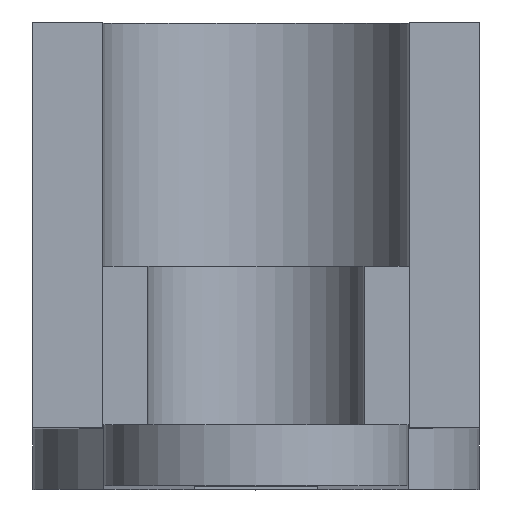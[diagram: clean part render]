
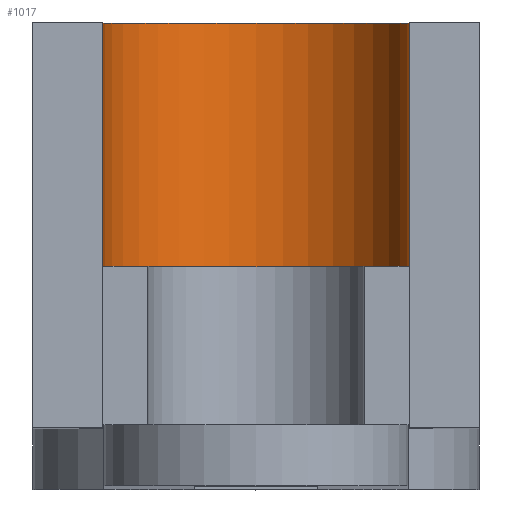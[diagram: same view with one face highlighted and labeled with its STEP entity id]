
A CAD part, top view. The second image highlights one B-rep face of the part: STEP entity #1017.
In plain terms, the highlighted cylindrical face has radius 7.55 mm (diameter 15.1 mm), a partial arc.
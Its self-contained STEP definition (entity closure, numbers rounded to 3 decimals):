
#108=FACE_OUTER_BOUND('',#167,.T.);
#167=EDGE_LOOP('',(#758,#759,#760,#761));
#260=LINE('',#1571,#340);
#262=LINE('',#1577,#342);
#340=VECTOR('',#1271,10.);
#342=VECTOR('',#1275,10.);
#424=CIRCLE('',#1108,7.55);
#425=CIRCLE('',#1110,7.55);
#481=VERTEX_POINT('',#1560);
#486=VERTEX_POINT('',#1569);
#488=VERTEX_POINT('',#1574);
#489=VERTEX_POINT('',#1576);
#587=EDGE_CURVE('',#486,#481,#260,.T.);
#589=EDGE_CURVE('',#489,#488,#262,.T.);
#599=EDGE_CURVE('',#489,#486,#424,.T.);
#600=EDGE_CURVE('',#488,#481,#425,.T.);
#758=ORIENTED_EDGE('',*,*,#587,.F.);
#759=ORIENTED_EDGE('',*,*,#599,.F.);
#760=ORIENTED_EDGE('',*,*,#589,.T.);
#761=ORIENTED_EDGE('',*,*,#600,.T.);
#978=CYLINDRICAL_SURFACE('',#1109,7.55);
#1017=ADVANCED_FACE('',(#108),#978,.F.);
#1108=AXIS2_PLACEMENT_3D('',#1595,#1288,#1289);
#1109=AXIS2_PLACEMENT_3D('',#1596,#1290,#1291);
#1110=AXIS2_PLACEMENT_3D('',#1597,#1292,#1293);
#1271=DIRECTION('',(0.,-1.,0.));
#1275=DIRECTION('',(0.,-1.,0.));
#1288=DIRECTION('center_axis',(0.,-1.,0.));
#1289=DIRECTION('ref_axis',(1.,0.,0.));
#1290=DIRECTION('center_axis',(0.,1.,0.));
#1291=DIRECTION('ref_axis',(1.,0.,0.));
#1292=DIRECTION('center_axis',(0.,-1.,0.));
#1293=DIRECTION('ref_axis',(1.,0.,0.));
#1560=CARTESIAN_POINT('',(7.55,3.,0.));
#1569=CARTESIAN_POINT('',(7.55,15.,0.));
#1571=CARTESIAN_POINT('',(7.55,0.,0.));
#1574=CARTESIAN_POINT('',(-7.55,3.,0.));
#1576=CARTESIAN_POINT('',(-7.55,15.,0.));
#1577=CARTESIAN_POINT('',(-7.55,0.,0.));
#1595=CARTESIAN_POINT('Origin',(0.,15.,0.));
#1596=CARTESIAN_POINT('Origin',(0.,0.,0.));
#1597=CARTESIAN_POINT('Origin',(0.,3.,0.));
